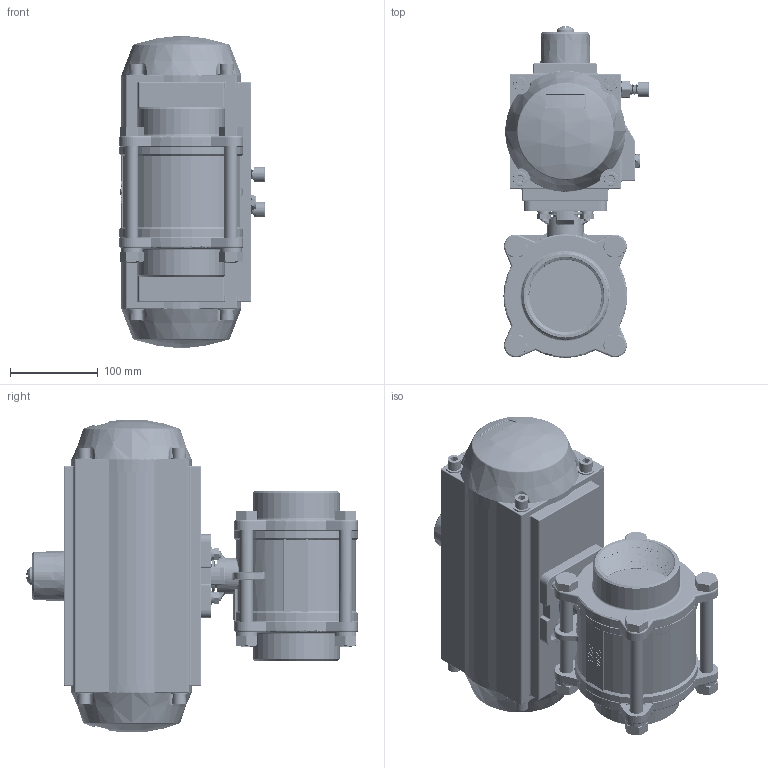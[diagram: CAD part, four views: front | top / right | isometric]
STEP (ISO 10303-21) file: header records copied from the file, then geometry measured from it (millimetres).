
FILE_DESCRIPTION (( 'STEP AP214' ), '1' );
FILE_NAME ('KS3.STEP', '2019-02-11T18:58:11', ( '' ), ( '' ), 'SwSTEP 2.0', 'SolidWorks 2016', '' );
FILE_SCHEMA (( 'AUTOMOTIVE_DESIGN' ));
Length unit declared in the file: millimetre
Products named in the file (1): KS3
Bounding box: 165.25 x 378.04 x 356.5 mm (x, y, z)
Volume: 8596033.4 mm3; surface area: 660789.1 mm2
Topology: 53 solids, 53 shells, 8081 faces, 26275 edges, 14910 vertices
Faces by surface type: cylinder 5043, sphere 1285, plane 678, bspline 470, cone 330, torus 275
Entity records: 550488 total; most frequent: CARTESIAN_POINT 253696, DIRECTION 46662, ORIENTED_EDGE 45424, EDGE_CURVE 22712, AXIS2_PLACEMENT_3D 20104, VERTEX_POINT 12578, CIRCLE 12492, EDGE_LOOP 8292
